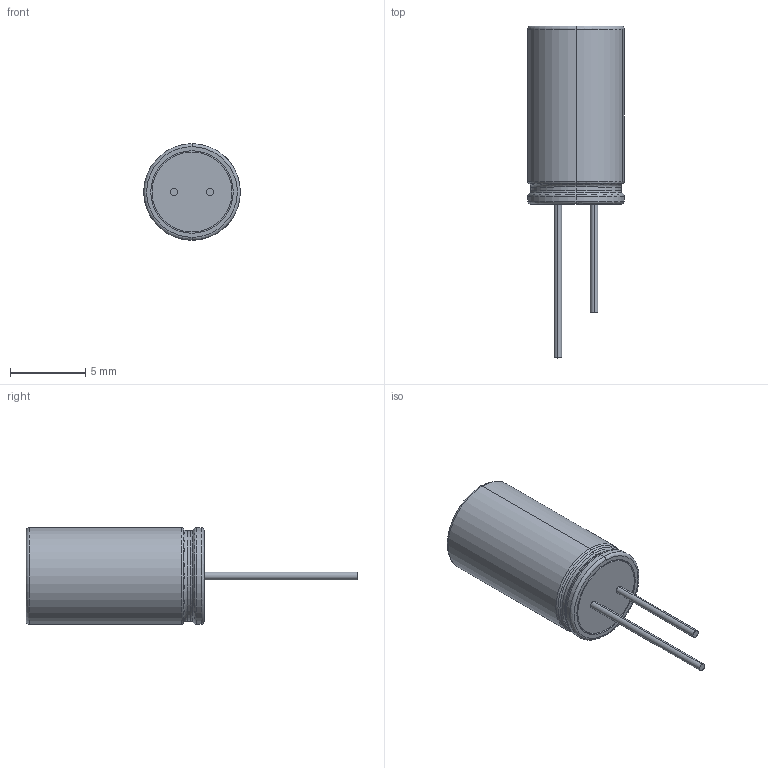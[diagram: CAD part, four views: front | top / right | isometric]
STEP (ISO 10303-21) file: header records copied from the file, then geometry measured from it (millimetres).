
FILE_DESCRIPTION (( 'STEP AP214' ), '1' );
FILE_NAME ('Áã¼þ11.STEP', '2011-05-22T11:58:25', ( 'admin' ), ( '' ), 'SwSTEP 2.0', 'SolidWorks 2010', '' );
FILE_SCHEMA (( 'AUTOMOTIVE_DESIGN' ));
Length unit declared in the file: millimetre
Products named in the file (1): 錨璃11
Bounding box: 6.4 x 22 x 6.4 mm (x, y, z)
Volume: 379.4 mm3; surface area: 335.2 mm2
Topology: 1 solids, 1 shells, 90 faces, 190 edges, 110 vertices
Faces by surface type: plane 56, cylinder 18, bspline 8, torus 4, cone 4
Entity records: 2960 total; most frequent: CARTESIAN_POINT 517, DIRECTION 436, ORIENTED_EDGE 380, EDGE_CURVE 190, AXIS2_PLACEMENT_3D 165, VERTEX_POINT 110, LINE 106, VECTOR 106
